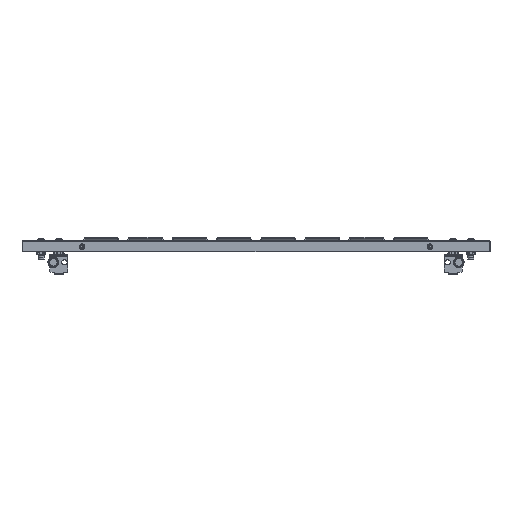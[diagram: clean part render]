
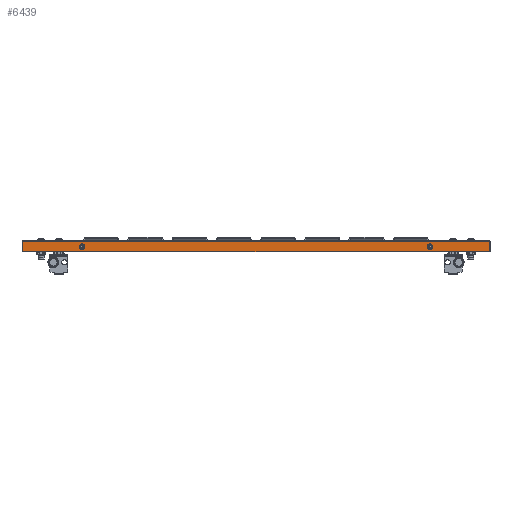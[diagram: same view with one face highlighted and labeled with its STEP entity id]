
A CAD part, front view. The second image highlights one B-rep face of the part: STEP entity #6439.
In plain terms, the highlighted face is planar.
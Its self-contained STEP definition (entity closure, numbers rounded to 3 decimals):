
#3503 = AXIS2_PLACEMENT_3D ( 'NONE', #82104, #82106, #82108 ) ;
#6439 = ADVANCED_FACE ( 'NONE', ( #83063, #83066, #83064 ), #83405, .F. ) ;
#8218 = CIRCLE ( 'NONE', #54205, 4. ) ;
#11433 = EDGE_LOOP ( 'NONE', ( #14792, #14793, #14794, #14795, #14796, #14797 ) ) ;
#12024 = CARTESIAN_POINT ( 'NONE',  ( -394.75, 137.5, -2.25 ) ) ;
#12028 = CARTESIAN_POINT ( 'NONE',  ( 394.75, 137.5, -2.25 ) ) ;
#12040 = CARTESIAN_POINT ( 'NONE',  ( -395.499, 137.5, -20. ) ) ;
#12044 = CARTESIAN_POINT ( 'NONE',  ( -395.499, 137.5, -2.25 ) ) ;
#12050 = CARTESIAN_POINT ( 'NONE',  ( 395.499, 137.5, -2.25 ) ) ;
#12060 = CARTESIAN_POINT ( 'NONE',  ( 395.499, 137.5, -20. ) ) ;
#12404 = CARTESIAN_POINT ( 'NONE',  ( 295., 137.5, -11. ) ) ;
#12406 = DIRECTION ( 'NONE',  ( 0., 1., 0. ) ) ;
#12408 = DIRECTION ( 'NONE',  ( 0., 0., 1. ) ) ;
#13909 = EDGE_CURVE ( 'NONE', #52637, #52634, #59738, .T. ) ;
#13910 = EDGE_CURVE ( 'NONE', #52655, #52652, #59733, .T. ) ;
#13917 = EDGE_CURVE ( 'NONE', #52662, #52672, #59748, .T. ) ;
#13928 = EDGE_CURVE ( 'NONE', #52672, #52652, #59750, .T. ) ;
#13938 = EDGE_CURVE ( 'NONE', #52634, #52655, #45212, .T. ) ;
#13940 = EDGE_CURVE ( 'NONE', #50531, #50490, #45208, .T. ) ;
#13943 = EDGE_CURVE ( 'NONE', #50454, #50494, #45211, .T. ) ;
#13945 = EDGE_CURVE ( 'NONE', #52637, #52662, #45215, .T. ) ;
#14788 = ORIENTED_EDGE ( 'NONE', *, *, #13940, .F. ) ;
#14789 = ORIENTED_EDGE ( 'NONE', *, *, #25953, .F. ) ;
#14790 = ORIENTED_EDGE ( 'NONE', *, *, #13943, .F. ) ;
#14791 = ORIENTED_EDGE ( 'NONE', *, *, #56382, .F. ) ;
#14792 = ORIENTED_EDGE ( 'NONE', *, *, #13909, .F. ) ;
#14793 = ORIENTED_EDGE ( 'NONE', *, *, #13945, .T. ) ;
#14794 = ORIENTED_EDGE ( 'NONE', *, *, #13917, .T. ) ;
#14795 = ORIENTED_EDGE ( 'NONE', *, *, #13928, .T. ) ;
#14796 = ORIENTED_EDGE ( 'NONE', *, *, #13910, .F. ) ;
#14797 = ORIENTED_EDGE ( 'NONE', *, *, #13938, .F. ) ;
#15600 = CARTESIAN_POINT ( 'NONE',  ( -295., 137.5, -7. ) ) ;
#15616 = CARTESIAN_POINT ( 'NONE',  ( 295., 137.5, -15. ) ) ;
#15618 = CARTESIAN_POINT ( 'NONE',  ( -295., 137.5, -15. ) ) ;
#15639 = CARTESIAN_POINT ( 'NONE',  ( 295., 137.5, -7. ) ) ;
#25953 = EDGE_CURVE ( 'NONE', #50490, #50531, #8218, .T. ) ;
#27361 = EDGE_LOOP ( 'NONE', ( #14790, #14791 ) ) ;
#27367 = EDGE_LOOP ( 'NONE', ( #14788, #14789 ) ) ;
#36695 = CARTESIAN_POINT ( 'NONE',  ( -395.499, 137.5, -2.25 ) ) ;
#36712 = CARTESIAN_POINT ( 'NONE',  ( -394.75, 137.5, -2.25 ) ) ;
#36716 = DIRECTION ( 'NONE',  ( -1., 0., 0. ) ) ;
#36719 = DIRECTION ( 'NONE',  ( 0., 0., -1. ) ) ;
#36737 = CARTESIAN_POINT ( 'NONE',  ( 395.499, 137.5, -2.25 ) ) ;
#36743 = DIRECTION ( 'NONE',  ( 0., 0., -1. ) ) ;
#36762 = DIRECTION ( 'NONE',  ( -1., 0., 0. ) ) ;
#36764 = CARTESIAN_POINT ( 'NONE',  ( 0., 137.5, -20. ) ) ;
#36774 = CARTESIAN_POINT ( 'NONE',  ( -394.75, 137.5, -2.25 ) ) ;
#36810 = DIRECTION ( 'NONE',  ( -1., 0., 0. ) ) ;
#36823 = CARTESIAN_POINT ( 'NONE',  ( 295., 137.5, -11. ) ) ;
#36824 = DIRECTION ( 'NONE',  ( 0., 1., 0. ) ) ;
#36826 = DIRECTION ( 'NONE',  ( 0., 0., 1. ) ) ;
#36829 = CARTESIAN_POINT ( 'NONE',  ( 394.75, 137.5, -2.25 ) ) ;
#36832 = DIRECTION ( 'NONE',  ( 1., 0., 0. ) ) ;
#36834 = CARTESIAN_POINT ( 'NONE',  ( -295., 137.5, -11. ) ) ;
#36837 = DIRECTION ( 'NONE',  ( 0., 1., 0. ) ) ;
#36839 = DIRECTION ( 'NONE',  ( 0., 0., 1. ) ) ;
#45208 = CIRCLE ( 'NONE', #56044, 4. ) ;
#45211 = CIRCLE ( 'NONE', #56045, 4. ) ;
#45212 = LINE ( 'NONE', #36774, #45213 ) ;
#45213 = VECTOR ( 'NONE', #36810, 1000. ) ;
#45215 = LINE ( 'NONE', #36829, #45217 ) ;
#45217 = VECTOR ( 'NONE', #36832, 1000. ) ;
#50454 = VERTEX_POINT ( 'NONE', #15600 ) ;
#50490 = VERTEX_POINT ( 'NONE', #15616 ) ;
#50494 = VERTEX_POINT ( 'NONE', #15618 ) ;
#50531 = VERTEX_POINT ( 'NONE', #15639 ) ;
#52634 = VERTEX_POINT ( 'NONE', #12024 ) ;
#52637 = VERTEX_POINT ( 'NONE', #12028 ) ;
#52652 = VERTEX_POINT ( 'NONE', #12040 ) ;
#52655 = VERTEX_POINT ( 'NONE', #12044 ) ;
#52662 = VERTEX_POINT ( 'NONE', #12050 ) ;
#52672 = VERTEX_POINT ( 'NONE', #12060 ) ;
#54205 = AXIS2_PLACEMENT_3D ( 'NONE', #12404, #12406, #12408 ) ;
#56044 = AXIS2_PLACEMENT_3D ( 'NONE', #36823, #36824, #36826 ) ;
#56045 = AXIS2_PLACEMENT_3D ( 'NONE', #36834, #36837, #36839 ) ;
#56382 = EDGE_CURVE ( 'NONE', #50494, #50454, #66123, .T. ) ;
#59733 = LINE ( 'NONE', #36695, #59743 ) ;
#59738 = LINE ( 'NONE', #36712, #59741 ) ;
#59741 = VECTOR ( 'NONE', #36716, 1000. ) ;
#59743 = VECTOR ( 'NONE', #36719, 1000. ) ;
#59748 = LINE ( 'NONE', #36737, #59751 ) ;
#59750 = LINE ( 'NONE', #36764, #59761 ) ;
#59751 = VECTOR ( 'NONE', #36743, 1000. ) ;
#59761 = VECTOR ( 'NONE', #36762, 1000. ) ;
#66123 = CIRCLE ( 'NONE', #3503, 4. ) ;
#68975 = AXIS2_PLACEMENT_3D ( 'NONE', #83403, #83397, #83407 ) ;
#82104 = CARTESIAN_POINT ( 'NONE',  ( -295., 137.5, -11. ) ) ;
#82106 = DIRECTION ( 'NONE',  ( 0., 1., 0. ) ) ;
#82108 = DIRECTION ( 'NONE',  ( 0., 0., 1. ) ) ;
#83063 = FACE_BOUND ( 'NONE', #27367, .T. ) ;
#83064 = FACE_OUTER_BOUND ( 'NONE', #11433, .T. ) ;
#83066 = FACE_BOUND ( 'NONE', #27361, .T. ) ;
#83397 = DIRECTION ( 'NONE',  ( 0., -1., 0. ) ) ;
#83403 = CARTESIAN_POINT ( 'NONE',  ( 0., 137.5, 0. ) ) ;
#83405 = PLANE ( 'NONE',  #68975 ) ;
#83407 = DIRECTION ( 'NONE',  ( 0., 0., -1. ) ) ;
